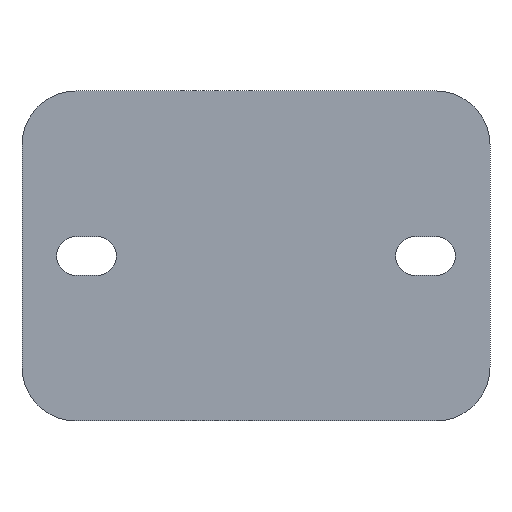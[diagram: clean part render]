
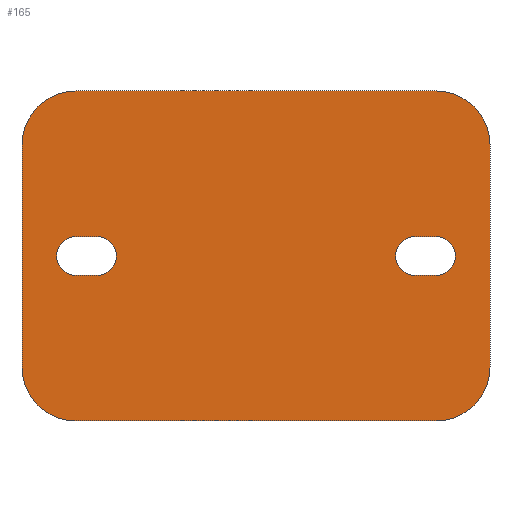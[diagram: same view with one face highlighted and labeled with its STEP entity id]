
A CAD part, front view. The second image highlights one B-rep face of the part: STEP entity #165.
In plain terms, the highlighted planar face has unit normal (0, -1, 0).
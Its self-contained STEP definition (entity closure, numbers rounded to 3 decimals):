
#165 = ADVANCED_FACE( '', ( #410, #411, #412 ), #413, .F. );
#410 = FACE_BOUND( '', #751, .T. );
#411 = FACE_BOUND( '', #752, .T. );
#412 = FACE_OUTER_BOUND( '', #753, .T. );
#413 = PLANE( '', #754 );
#751 = EDGE_LOOP( '', ( #1195, #1196, #1197, #1198 ) );
#752 = EDGE_LOOP( '', ( #1199, #1200, #1201, #1202 ) );
#753 = EDGE_LOOP( '', ( #1203, #1204, #1205, #1206, #1207, #1208, #1209, #1210 ) );
#754 = AXIS2_PLACEMENT_3D( '', #1211, #1212, #1213 );
#1195 = ORIENTED_EDGE( '', *, *, #2052, .T. );
#1196 = ORIENTED_EDGE( '', *, *, #2053, .T. );
#1197 = ORIENTED_EDGE( '', *, *, #2054, .T. );
#1198 = ORIENTED_EDGE( '', *, *, #2055, .T. );
#1199 = ORIENTED_EDGE( '', *, *, #2056, .T. );
#1200 = ORIENTED_EDGE( '', *, *, #2057, .T. );
#1201 = ORIENTED_EDGE( '', *, *, #2058, .T. );
#1202 = ORIENTED_EDGE( '', *, *, #2059, .T. );
#1203 = ORIENTED_EDGE( '', *, *, #2060, .F. );
#1204 = ORIENTED_EDGE( '', *, *, #2061, .F. );
#1205 = ORIENTED_EDGE( '', *, *, #2062, .F. );
#1206 = ORIENTED_EDGE( '', *, *, #2027, .F. );
#1207 = ORIENTED_EDGE( '', *, *, #2063, .F. );
#1208 = ORIENTED_EDGE( '', *, *, #2064, .F. );
#1209 = ORIENTED_EDGE( '', *, *, #2065, .F. );
#1210 = ORIENTED_EDGE( '', *, *, #2066, .F. );
#1211 = CARTESIAN_POINT( '', ( -30., 0., -18.5 ) );
#1212 = DIRECTION( '', ( 0., 1., 0. ) );
#1213 = DIRECTION( '', ( 0., 0., 1. ) );
#2027 = EDGE_CURVE( '', #2443, #2444, #2445, .T. );
#2052 = EDGE_CURVE( '', #2486, #2487, #2488, .T. );
#2053 = EDGE_CURVE( '', #2487, #2489, #2490, .T. );
#2054 = EDGE_CURVE( '', #2489, #2491, #2492, .T. );
#2055 = EDGE_CURVE( '', #2491, #2486, #2493, .T. );
#2056 = EDGE_CURVE( '', #2494, #2495, #2496, .T. );
#2057 = EDGE_CURVE( '', #2495, #2497, #2498, .T. );
#2058 = EDGE_CURVE( '', #2497, #2499, #2500, .T. );
#2059 = EDGE_CURVE( '', #2499, #2494, #2501, .T. );
#2060 = EDGE_CURVE( '', #2502, #2503, #2504, .T. );
#2061 = EDGE_CURVE( '', #2505, #2502, #2506, .T. );
#2062 = EDGE_CURVE( '', #2444, #2505, #2507, .T. );
#2063 = EDGE_CURVE( '', #2508, #2443, #2509, .T. );
#2064 = EDGE_CURVE( '', #2510, #2508, #2511, .T. );
#2065 = EDGE_CURVE( '', #2512, #2510, #2513, .T. );
#2066 = EDGE_CURVE( '', #2503, #2512, #2514, .T. );
#2443 = VERTEX_POINT( '', #3028 );
#2444 = VERTEX_POINT( '', #3029 );
#2445 = LINE( '', #3030, #3031 );
#2486 = VERTEX_POINT( '', #3094 );
#2487 = VERTEX_POINT( '', #3095 );
#2488 = LINE( '', #3096, #3097 );
#2489 = VERTEX_POINT( '', #3098 );
#2490 = CIRCLE( '', #3099, 3.25 );
#2491 = VERTEX_POINT( '', #3100 );
#2492 = LINE( '', #3101, #3102 );
#2493 = CIRCLE( '', #3103, 3.25 );
#2494 = VERTEX_POINT( '', #3104 );
#2495 = VERTEX_POINT( '', #3105 );
#2496 = LINE( '', #3106, #3107 );
#2497 = VERTEX_POINT( '', #3108 );
#2498 = CIRCLE( '', #3109, 3.25 );
#2499 = VERTEX_POINT( '', #3110 );
#2500 = LINE( '', #3111, #3112 );
#2501 = CIRCLE( '', #3113, 3.25 );
#2502 = VERTEX_POINT( '', #3114 );
#2503 = VERTEX_POINT( '', #3115 );
#2504 = CIRCLE( '', #3116, 9. );
#2505 = VERTEX_POINT( '', #3117 );
#2506 = LINE( '', #3118, #3119 );
#2507 = CIRCLE( '', #3120, 9. );
#2508 = VERTEX_POINT( '', #3121 );
#2509 = CIRCLE( '', #3122, 9. );
#2510 = VERTEX_POINT( '', #3123 );
#2511 = LINE( '', #3124, #3125 );
#2512 = VERTEX_POINT( '', #3126 );
#2513 = CIRCLE( '', #3127, 9. );
#2514 = LINE( '', #3128, #3129 );
#3028 = CARTESIAN_POINT( '', ( 39., 0., 18.5 ) );
#3029 = CARTESIAN_POINT( '', ( 39., 0., -18.5 ) );
#3030 = CARTESIAN_POINT( '', ( 39., 0., 18.5 ) );
#3031 = VECTOR( '', #3805, 1000. );
#3094 = CARTESIAN_POINT( '', ( -26.5, 0., -3.25 ) );
#3095 = CARTESIAN_POINT( '', ( -30., 0., -3.25 ) );
#3096 = CARTESIAN_POINT( '', ( -26.5, 0., -3.25 ) );
#3097 = VECTOR( '', #3829, 1000. );
#3098 = CARTESIAN_POINT( '', ( -30., 0., 3.25 ) );
#3099 = AXIS2_PLACEMENT_3D( '', #3830, #3831, #3832 );
#3100 = CARTESIAN_POINT( '', ( -26.5, 0., 3.25 ) );
#3101 = CARTESIAN_POINT( '', ( -30., 0., 3.25 ) );
#3102 = VECTOR( '', #3833, 1000. );
#3103 = AXIS2_PLACEMENT_3D( '', #3834, #3835, #3836 );
#3104 = CARTESIAN_POINT( '', ( 30., 0., -3.25 ) );
#3105 = CARTESIAN_POINT( '', ( 26.5, 0., -3.25 ) );
#3106 = CARTESIAN_POINT( '', ( 30., 0., -3.25 ) );
#3107 = VECTOR( '', #3837, 1000. );
#3108 = CARTESIAN_POINT( '', ( 26.5, 0., 3.25 ) );
#3109 = AXIS2_PLACEMENT_3D( '', #3838, #3839, #3840 );
#3110 = CARTESIAN_POINT( '', ( 30., 0., 3.25 ) );
#3111 = CARTESIAN_POINT( '', ( 26.5, 0., 3.25 ) );
#3112 = VECTOR( '', #3841, 1000. );
#3113 = AXIS2_PLACEMENT_3D( '', #3842, #3843, #3844 );
#3114 = CARTESIAN_POINT( '', ( -30., 0., -27.5 ) );
#3115 = CARTESIAN_POINT( '', ( -39., 0., -18.5 ) );
#3116 = AXIS2_PLACEMENT_3D( '', #3845, #3846, #3847 );
#3117 = CARTESIAN_POINT( '', ( 30., 0., -27.5 ) );
#3118 = CARTESIAN_POINT( '', ( 30., 0., -27.5 ) );
#3119 = VECTOR( '', #3848, 1000. );
#3120 = AXIS2_PLACEMENT_3D( '', #3849, #3850, #3851 );
#3121 = CARTESIAN_POINT( '', ( 30., 0., 27.5 ) );
#3122 = AXIS2_PLACEMENT_3D( '', #3852, #3853, #3854 );
#3123 = CARTESIAN_POINT( '', ( -30., 0., 27.5 ) );
#3124 = CARTESIAN_POINT( '', ( -30., 0., 27.5 ) );
#3125 = VECTOR( '', #3855, 1000. );
#3126 = CARTESIAN_POINT( '', ( -39., 0., 18.5 ) );
#3127 = AXIS2_PLACEMENT_3D( '', #3856, #3857, #3858 );
#3128 = CARTESIAN_POINT( '', ( -39., 0., -18.5 ) );
#3129 = VECTOR( '', #3859, 1000. );
#3805 = DIRECTION( '', ( 0., 0., -1. ) );
#3829 = DIRECTION( '', ( -1., 0., 0. ) );
#3830 = CARTESIAN_POINT( '', ( -30., 0., 0. ) );
#3831 = DIRECTION( '', ( 0., 1., 0. ) );
#3832 = DIRECTION( '', ( 1., 0., 0. ) );
#3833 = DIRECTION( '', ( 1., 0., 0. ) );
#3834 = CARTESIAN_POINT( '', ( -26.5, 0., 0. ) );
#3835 = DIRECTION( '', ( 0., 1., 0. ) );
#3836 = DIRECTION( '', ( 1., 0., 0. ) );
#3837 = DIRECTION( '', ( -1., 0., 0. ) );
#3838 = CARTESIAN_POINT( '', ( 26.5, 0., 0. ) );
#3839 = DIRECTION( '', ( 0., 1., 0. ) );
#3840 = DIRECTION( '', ( 1., 0., 0. ) );
#3841 = DIRECTION( '', ( 1., 0., 0. ) );
#3842 = CARTESIAN_POINT( '', ( 30., 0., 0. ) );
#3843 = DIRECTION( '', ( 0., 1., 0. ) );
#3844 = DIRECTION( '', ( 1., 0., 0. ) );
#3845 = CARTESIAN_POINT( '', ( -30., 0., -18.5 ) );
#3846 = DIRECTION( '', ( 0., 1., 0. ) );
#3847 = DIRECTION( '', ( 1., 0., 0. ) );
#3848 = DIRECTION( '', ( -1., 0., 0. ) );
#3849 = CARTESIAN_POINT( '', ( 30., 0., -18.5 ) );
#3850 = DIRECTION( '', ( 0., 1., 0. ) );
#3851 = DIRECTION( '', ( 1., 0., 0. ) );
#3852 = CARTESIAN_POINT( '', ( 30., 0., 18.5 ) );
#3853 = DIRECTION( '', ( 0., 1., 0. ) );
#3854 = DIRECTION( '', ( 1., 0., 0. ) );
#3855 = DIRECTION( '', ( 1., 0., 0. ) );
#3856 = CARTESIAN_POINT( '', ( -30., 0., 18.5 ) );
#3857 = DIRECTION( '', ( 0., 1., 0. ) );
#3858 = DIRECTION( '', ( 1., 0., 0. ) );
#3859 = DIRECTION( '', ( 0., 0., 1. ) );
